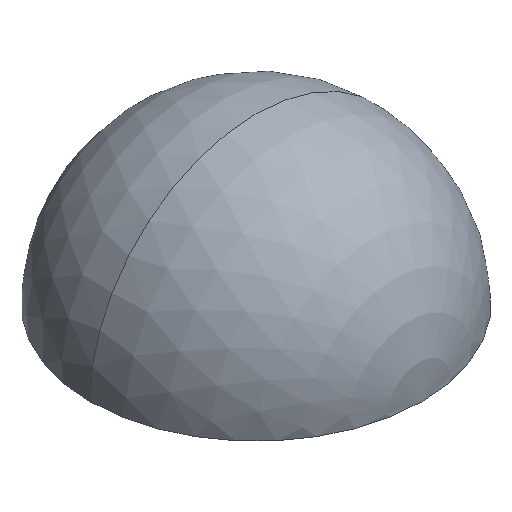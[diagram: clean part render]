
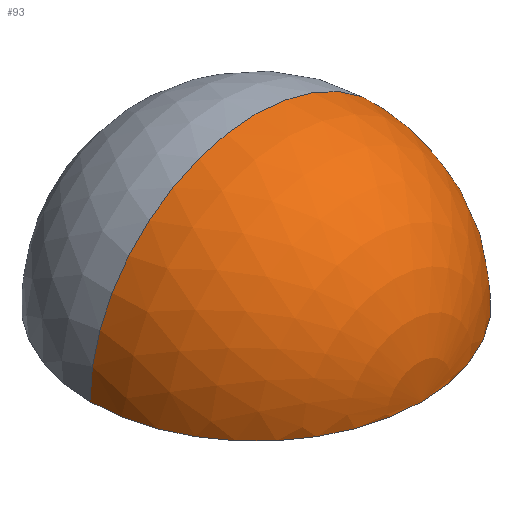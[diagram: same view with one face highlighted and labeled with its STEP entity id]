
A CAD part, isometric view. The second image highlights one B-rep face of the part: STEP entity #93.
In plain terms, the highlighted spherical face has radius 1.5 mm.
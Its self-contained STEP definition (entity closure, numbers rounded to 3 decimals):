
#6 = EDGE_CURVE ( 'NONE', #119, #97, #100, .T. ) ;
#7 = EDGE_CURVE ( 'NONE', #97, #114, #104, .T. ) ;
#10 = AXIS2_PLACEMENT_3D ( 'NONE', #33, #32, #29 ) ;
#11 = EDGE_CURVE ( 'NONE', #119, #114, #98, .T. ) ;
#16 = CARTESIAN_POINT ( 'NONE',  ( -1.5, 0., 0. ) ) ;
#24 = CARTESIAN_POINT ( 'NONE',  ( 0., 0., 0. ) ) ;
#27 = DIRECTION ( 'NONE',  ( 1., 0., 0. ) ) ;
#29 = DIRECTION ( 'NONE',  ( 1., 0., 0. ) ) ;
#32 = DIRECTION ( 'NONE',  ( 0., 0., 1. ) ) ;
#33 = CARTESIAN_POINT ( 'NONE',  ( 0., 0., 0. ) ) ;
#41 = CARTESIAN_POINT ( 'NONE',  ( 0., 0., 0. ) ) ;
#46 = CARTESIAN_POINT ( 'NONE',  ( 1.5, 0., 0. ) ) ;
#49 = DIRECTION ( 'NONE',  ( 0., -1., 0. ) ) ;
#56 = DIRECTION ( 'NONE',  ( 0., 1., 0. ) ) ;
#57 = DIRECTION ( 'NONE',  ( 0., 0., 1. ) ) ;
#58 = DIRECTION ( 'NONE',  ( -1., 0., 0. ) ) ;
#65 = CARTESIAN_POINT ( 'NONE',  ( 0., 0., 0. ) ) ;
#66 = DIRECTION ( 'NONE',  ( 0., -1., 0. ) ) ;
#72 = CARTESIAN_POINT ( 'NONE',  ( 0., 0., 1.5 ) ) ;
#83 = AXIS2_PLACEMENT_3D ( 'NONE', #65, #66, #27 ) ;
#93 = ADVANCED_FACE ( 'NONE', ( #127 ), #128, .T. ) ;
#97 = VERTEX_POINT ( 'NONE', #46 ) ;
#98 = CIRCLE ( 'NONE', #133, 1.5 ) ;
#100 = CIRCLE ( 'NONE', #10, 1.5 ) ;
#104 = CIRCLE ( 'NONE', #83, 1.5 ) ;
#108 = ORIENTED_EDGE ( 'NONE', *, *, #11, .F. ) ;
#110 = ORIENTED_EDGE ( 'NONE', *, *, #6, .T. ) ;
#111 = EDGE_LOOP ( 'NONE', ( #110, #115, #108 ) ) ;
#114 = VERTEX_POINT ( 'NONE', #72 ) ;
#115 = ORIENTED_EDGE ( 'NONE', *, *, #7, .T. ) ;
#119 = VERTEX_POINT ( 'NONE', #16 ) ;
#127 = FACE_OUTER_BOUND ( 'NONE', #111, .T. ) ;
#128 = SPHERICAL_SURFACE ( 'NONE', #148, 1.5 ) ;
#133 = AXIS2_PLACEMENT_3D ( 'NONE', #24, #56, #57 ) ;
#148 = AXIS2_PLACEMENT_3D ( 'NONE', #41, #49, #58 ) ;
